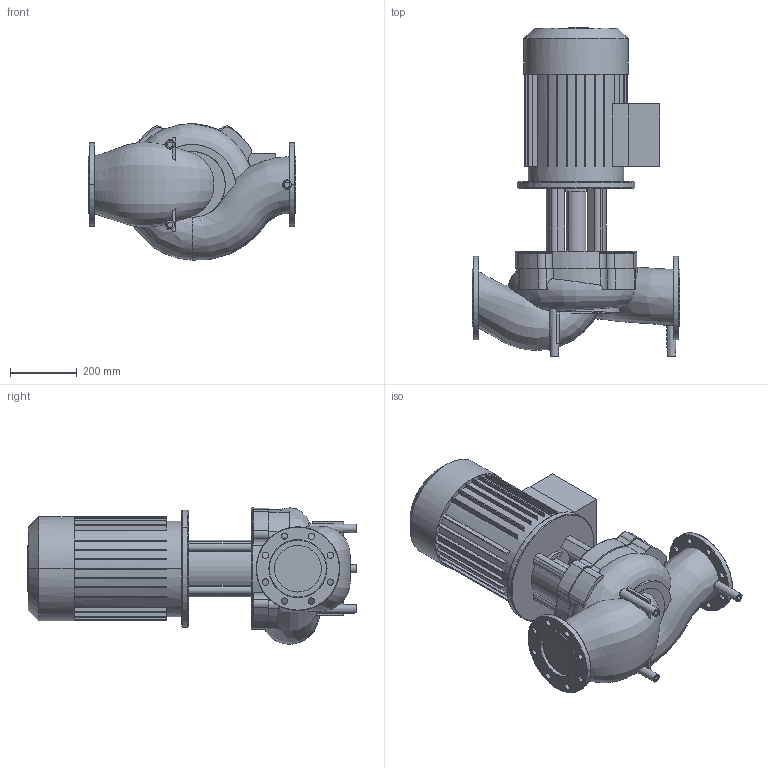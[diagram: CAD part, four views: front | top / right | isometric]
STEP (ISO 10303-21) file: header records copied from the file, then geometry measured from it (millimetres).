
FILE_DESCRIPTION((''),'2;1');
FILE_NAME('3d_IL125_150-18_5_2-2120936.stp','2016-05-24T12:05:17',(''),(''),'Mechanical Desktop 2009','Mechanical Desktop 2009',', , ');
FILE_SCHEMA(('CONFIG_CONTROL_DESIGN'));
Length unit declared in the file: millimetre
Products named in the file (1): Product
Bounding box: 620 x 983.72 x 407.71 mm (x, y, z)
Volume: 74292865.5 mm3; surface area: 2461301.6 mm2
Topology: 10 solids, 10 shells, 488 faces, 1310 edges, 847 vertices
Faces by surface type: plane 148, cylinder 145, bspline 135, torus 48, cone 12
Entity records: 24776 total; most frequent: CARTESIAN_POINT 12670, ORIENTED_EDGE 2588, DIRECTION 2446, EDGE_CURVE 1294, AXIS2_PLACEMENT_3D 948, VERTEX_POINT 843, CIRCLE 595, EDGE_LOOP 557
